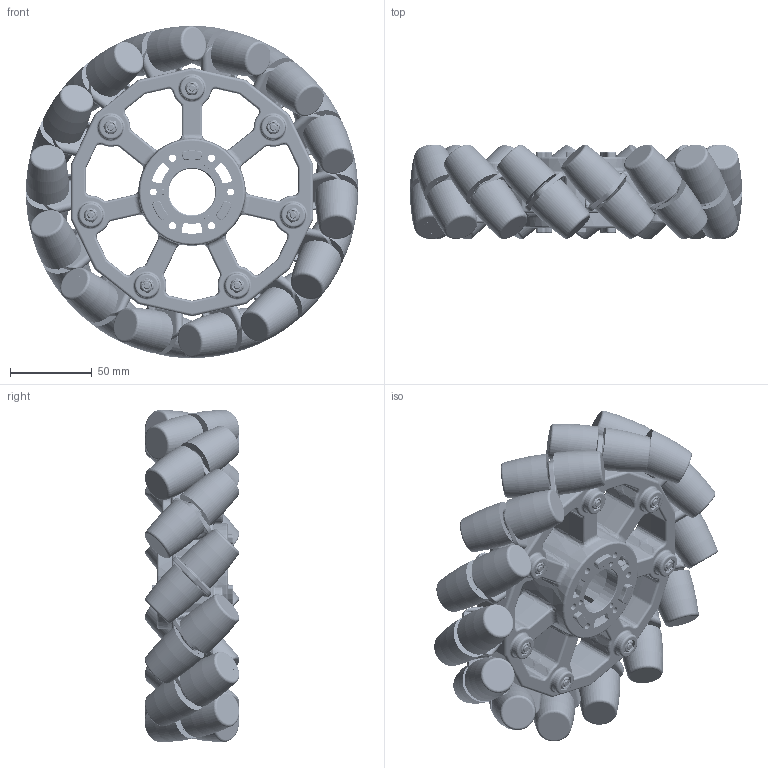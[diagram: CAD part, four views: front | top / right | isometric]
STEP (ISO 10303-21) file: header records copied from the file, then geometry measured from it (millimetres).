
FILE_DESCRIPTION (( 'STEP AP203' ), '1' );
FILE_NAME ('217-2587.20121203.STEP', '2012-12-04T00:14:45', ( 'svradm' ), ( 'Microsoft' ), 'SwSTEP 2.0', 'SolidWorks 2012', '' );
FILE_SCHEMA (( 'CONFIG_CONTROL_DESIGN' ));
Length unit declared in the file: inch
Products named in the file (10): 217-2587.20121203; SCREW-832-1250; NUT-832-NYLOCK; 217-2587-002 Rev2; 217-2587-001 Rev2; 217-2586-008 Rev1; 217-2586-007 Rev1; 217-2586-005 Rev2; 217-2586-003 Rev2; 217-2586-002 Rev2
Assembly tree (134 placements, depth 2):
  217-2587.20121203
    217-2586-002 Rev2  x14
    217-2586-003 Rev2  x28
    217-2586-005 Rev2  x28
    217-2586-007 Rev1  x14
    217-2586-008 Rev1  x6
    217-2587-001 Rev2  x2
    217-2587-002 Rev2  x28
    NUT-832-NYLOCK  x7
    SCREW-832-1250  x7
Bounding box: 202.76 x 57.66 x 202.98 mm (x, y, z)
Volume: 609867.4 mm3; surface area: 402202 mm2
Topology: 134 solids, 134 shells, 7251 faces, 17006 edges, 9915 vertices
Faces by surface type: cylinder 2418, plane 1642, bspline 1397, torus 1052, sphere 418, cone 324
Entity records: 67250 total; most frequent: CARTESIAN_POINT 22465, ORIENTED_EDGE 8630, DIRECTION 8453, EDGE_CURVE 4315, AXIS2_PLACEMENT_3D 3403, VERTEX_POINT 2586, EDGE_LOOP 1907, FACE_OUTER_BOUND 1794
